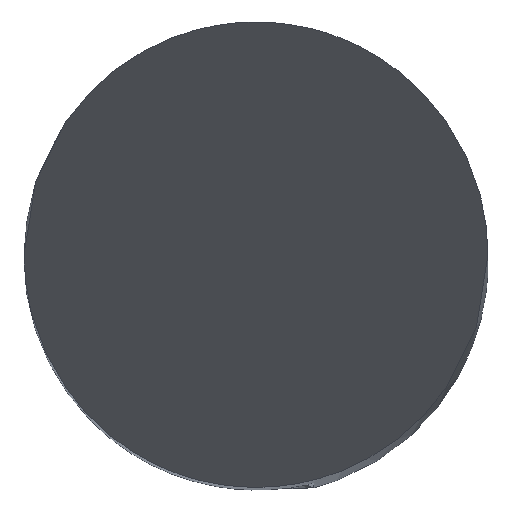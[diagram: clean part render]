
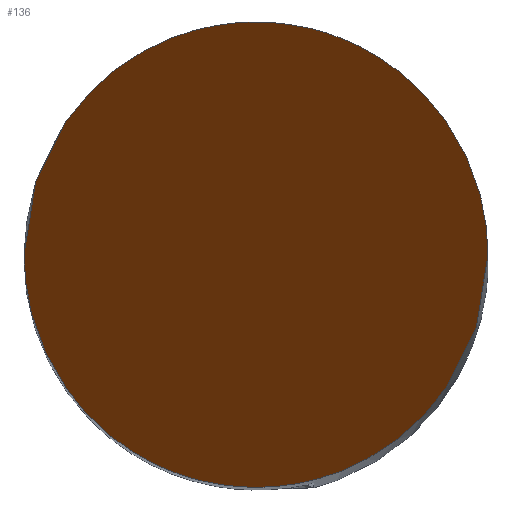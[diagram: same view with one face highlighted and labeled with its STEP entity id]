
A CAD part, top view. The second image highlights one B-rep face of the part: STEP entity #136.
In plain terms, the highlighted planar face has unit normal (0, -0.866, 0.5).
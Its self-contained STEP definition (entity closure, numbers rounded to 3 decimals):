
#136=ADVANCED_FACE('',(#175),#163,.F.);
#163=PLANE('',#525);
#175=FACE_OUTER_BOUND('',#202,.T.);
#202=EDGE_LOOP('',(#229,#230));
#229=ORIENTED_EDGE('',*,*,#407,.F.);
#230=ORIENTED_EDGE('',*,*,#408,.F.);
#363=VERTEX_POINT('',#690);
#364=VERTEX_POINT('',#691);
#407=EDGE_CURVE('',#363,#364,#482,.T.);
#408=EDGE_CURVE('',#364,#363,#483,.T.);
#482=(
BOUNDED_CURVE()
B_SPLINE_CURVE(3,(#686,#687,#688,#689),.UNSPECIFIED.,.F.,.F.)
B_SPLINE_CURVE_WITH_KNOTS((4,4),(0.,1.),.UNSPECIFIED.)
CURVE()
GEOMETRIC_REPRESENTATION_ITEM()
RATIONAL_B_SPLINE_CURVE((1.,0.333,0.333,1.))
REPRESENTATION_ITEM('')
);
#483=(
BOUNDED_CURVE()
B_SPLINE_CURVE(3,(#692,#693,#694,#695),.UNSPECIFIED.,.F.,.F.)
B_SPLINE_CURVE_WITH_KNOTS((4,4),(0.,1.),.UNSPECIFIED.)
CURVE()
GEOMETRIC_REPRESENTATION_ITEM()
RATIONAL_B_SPLINE_CURVE((1.,0.333,0.333,1.))
REPRESENTATION_ITEM('')
);
#525=AXIS2_PLACEMENT_3D('',#696,#565,#566);
#565=DIRECTION('',(0.,0.866,-0.5));
#566=DIRECTION('',(0.,0.5,0.866));
#686=CARTESIAN_POINT('',(-2.5,0.,0.));
#687=CARTESIAN_POINT('',(-2.5,5.,8.66));
#688=CARTESIAN_POINT('',(2.5,5.,8.66));
#689=CARTESIAN_POINT('',(2.5,0.,0.));
#690=CARTESIAN_POINT('',(-2.5,0.,0.));
#691=CARTESIAN_POINT('',(2.5,0.,0.));
#692=CARTESIAN_POINT('',(2.5,0.,0.));
#693=CARTESIAN_POINT('',(2.5,-5.,-8.66));
#694=CARTESIAN_POINT('',(-2.5,-5.,-8.66));
#695=CARTESIAN_POINT('',(-2.5,0.,0.));
#696=CARTESIAN_POINT('',(2.5,2.5,4.33));
